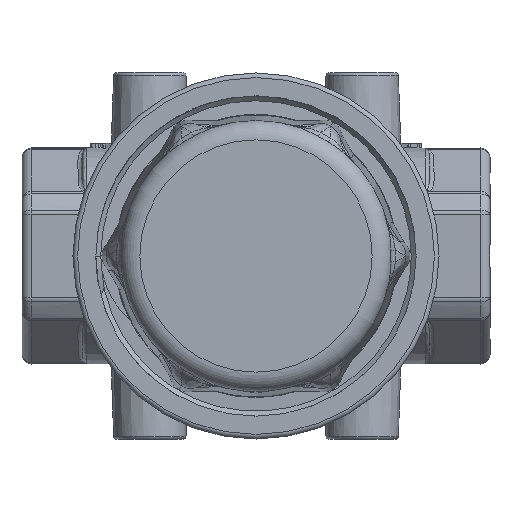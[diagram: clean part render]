
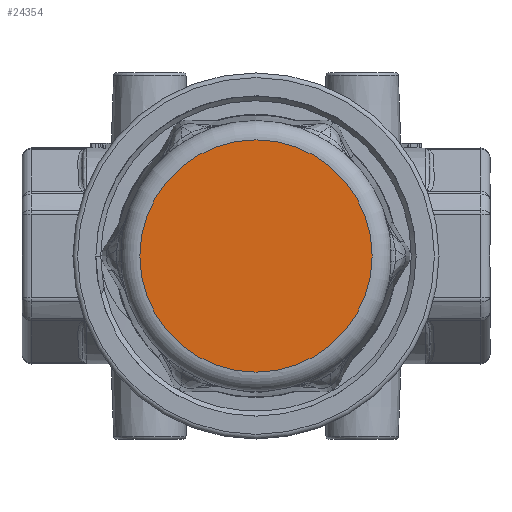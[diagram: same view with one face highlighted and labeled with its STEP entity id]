
A CAD part, front view. The second image highlights one B-rep face of the part: STEP entity #24354.
In plain terms, the highlighted planar face has unit normal (0, -1, 0).
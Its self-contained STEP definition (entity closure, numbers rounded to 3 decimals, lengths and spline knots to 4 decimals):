
#1465=PLANE('',#26450);
#3101=FACE_OUTER_BOUND('',#4603,.T.);
#4603=EDGE_LOOP('',(#22899,#22900));
#5397=CIRCLE('',#26313,0.7522);
#5406=CIRCLE('',#26322,0.7522);
#11656=VERTEX_POINT('',#81310);
#11657=VERTEX_POINT('',#81311);
#15187=EDGE_CURVE('',#11656,#11657,#5397,.T.);
#15211=EDGE_CURVE('',#11657,#11656,#5406,.T.);
#22899=ORIENTED_EDGE('',*,*,#15187,.F.);
#22900=ORIENTED_EDGE('',*,*,#15211,.F.);
#24354=ADVANCED_FACE('',(#3101),#1465,.T.);
#26313=AXIS2_PLACEMENT_3D('',#81312,#31498,#31499);
#26322=AXIS2_PLACEMENT_3D('',#81412,#31516,#31517);
#26450=AXIS2_PLACEMENT_3D('',#86225,#31775,#31776);
#31498=DIRECTION('center_axis',(0.,1.,0.));
#31499=DIRECTION('ref_axis',(-1.,0.,0.));
#31516=DIRECTION('center_axis',(0.,1.,0.));
#31517=DIRECTION('ref_axis',(-1.,0.,0.));
#31775=DIRECTION('center_axis',(0.,-1.,0.));
#31776=DIRECTION('ref_axis',(0.,0.,-1.));
#81310=CARTESIAN_POINT('',(0.7522,-2.825,0.));
#81311=CARTESIAN_POINT('',(0.,-2.825,0.7522));
#81312=CARTESIAN_POINT('Origin',(0.,-2.825,0.));
#81412=CARTESIAN_POINT('Origin',(0.,-2.825,0.));
#86225=CARTESIAN_POINT('Origin',(0.4375,-2.825,0.));
